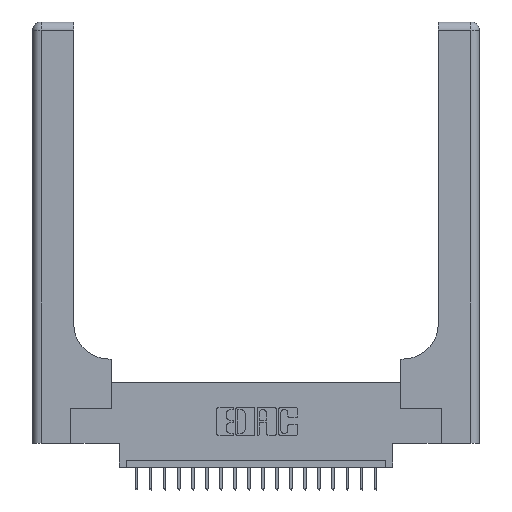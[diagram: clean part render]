
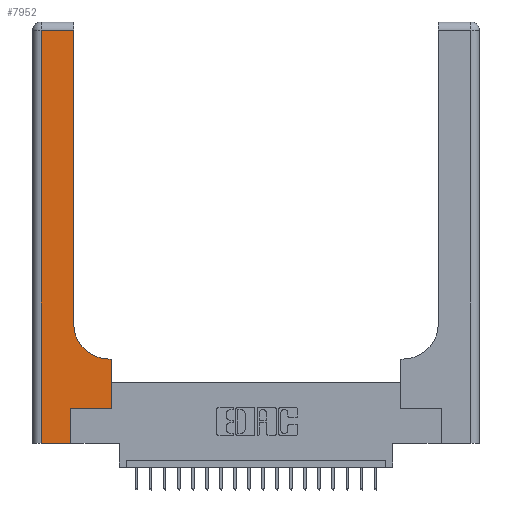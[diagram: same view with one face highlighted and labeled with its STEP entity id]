
A CAD part, top view. The second image highlights one B-rep face of the part: STEP entity #7952.
In plain terms, the highlighted planar face has unit normal (0, 0, 1).
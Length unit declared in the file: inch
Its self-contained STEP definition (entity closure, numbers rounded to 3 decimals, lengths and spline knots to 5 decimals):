
#254 = LINE ( 'NONE', #16509, #17930 ) ;
#624 = LINE ( 'NONE', #15829, #8963 ) ;
#631 = CARTESIAN_POINT ( 'NONE',  ( 0.5585, 0.25, 0.37 ) ) ;
#672 = ORIENTED_EDGE ( 'NONE', *, *, #11781, .T. ) ;
#824 = ORIENTED_EDGE ( 'NONE', *, *, #20215, .T. ) ;
#1884 = CARTESIAN_POINT ( 'NONE',  ( 0.5585, 0.25, 0.37 ) ) ;
#2008 = DIRECTION ( 'NONE',  ( -1., 0., 0. ) ) ;
#2056 = VECTOR ( 'NONE', #2188, 39.37008 ) ;
#2099 = EDGE_CURVE ( 'NONE', #5428, #2764, #624, .T. ) ;
#2188 = DIRECTION ( 'NONE',  ( 1., 0., 0. ) ) ;
#2220 = DIRECTION ( 'NONE',  ( 1., 0., 0. ) ) ;
#2764 = VERTEX_POINT ( 'NONE', #19559 ) ;
#2877 = LINE ( 'NONE', #5976, #2056 ) ;
#2922 = ORIENTED_EDGE ( 'NONE', *, *, #12867, .T. ) ;
#2929 = CARTESIAN_POINT ( 'NONE',  ( 0.5415, 0.6, 0.37 ) ) ;
#3843 = VECTOR ( 'NONE', #2008, 39.37008 ) ;
#3927 = VERTEX_POINT ( 'NONE', #14231 ) ;
#4529 = VECTOR ( 'NONE', #21734, 39.37008 ) ;
#4744 = VERTEX_POINT ( 'NONE', #16134 ) ;
#4957 = CARTESIAN_POINT ( 'NONE',  ( 0.06, 0., 0.37 ) ) ;
#4997 = VERTEX_POINT ( 'NONE', #17345 ) ;
#5031 = CARTESIAN_POINT ( 'NONE',  ( 0.06, 3., 0.37 ) ) ;
#5345 = CARTESIAN_POINT ( 'NONE',  ( 0.2915, 2.94, 0.37 ) ) ;
#5428 = VERTEX_POINT ( 'NONE', #4957 ) ;
#5976 = CARTESIAN_POINT ( 'NONE',  ( 0.269, 0.25, 0.37 ) ) ;
#6325 = ORIENTED_EDGE ( 'NONE', *, *, #2099, .T. ) ;
#6457 = EDGE_CURVE ( 'NONE', #14555, #20839, #2877, .T. ) ;
#6467 = EDGE_LOOP ( 'NONE', ( #11254, #824, #672, #6325, #7776, #17030, #2922, #9789, #10171 ) ) ;
#6701 = VECTOR ( 'NONE', #20756, 39.37008 ) ;
#6772 = VERTEX_POINT ( 'NONE', #5345 ) ;
#7621 = LINE ( 'NONE', #11090, #3843 ) ;
#7776 = ORIENTED_EDGE ( 'NONE', *, *, #11430, .T. ) ;
#7820 = VERTEX_POINT ( 'NONE', #2929 ) ;
#7952 = ADVANCED_FACE ( 'NONE', ( #11380 ), #21892, .F. ) ;
#8043 = DIRECTION ( 'NONE',  ( 0., 1., 0. ) ) ;
#8963 = VECTOR ( 'NONE', #14277, 39.37008 ) ;
#9011 = LINE ( 'NONE', #12051, #17524 ) ;
#9643 = LINE ( 'NONE', #9825, #4529 ) ;
#9708 = EDGE_CURVE ( 'NONE', #3927, #7820, #7621, .T. ) ;
#9789 = ORIENTED_EDGE ( 'NONE', *, *, #9708, .T. ) ;
#9825 = CARTESIAN_POINT ( 'NONE',  ( 0., 2.94, 0.37 ) ) ;
#9879 = CARTESIAN_POINT ( 'NONE',  ( 0.269, 0.25, 0.37 ) ) ;
#10171 = ORIENTED_EDGE ( 'NONE', *, *, #20369, .T. ) ;
#10278 = DIRECTION ( 'NONE',  ( 0., 1., 0. ) ) ;
#10740 = DIRECTION ( 'NONE',  ( 0., 0., -1. ) ) ;
#11090 = CARTESIAN_POINT ( 'NONE',  ( 0.2915, 0.6, 0.37 ) ) ;
#11254 = ORIENTED_EDGE ( 'NONE', *, *, #21945, .T. ) ;
#11380 = FACE_OUTER_BOUND ( 'NONE', #6467, .T. ) ;
#11430 = EDGE_CURVE ( 'NONE', #2764, #14555, #254, .T. ) ;
#11781 = EDGE_CURVE ( 'NONE', #4997, #5428, #21659, .T. ) ;
#12051 = CARTESIAN_POINT ( 'NONE',  ( 0.2915, 3., 0.37 ) ) ;
#12501 = DIRECTION ( 'NONE',  ( 0., 0., -1. ) ) ;
#12578 = CARTESIAN_POINT ( 'NONE',  ( 0.5415, 0.85, 0.37 ) ) ;
#12867 = EDGE_CURVE ( 'NONE', #20839, #3927, #19220, .T. ) ;
#13080 = CIRCLE ( 'NONE', #16677, 0.25 ) ;
#13391 = CARTESIAN_POINT ( 'NONE',  ( 0., 3., 0.37 ) ) ;
#14231 = CARTESIAN_POINT ( 'NONE',  ( 0.5585, 0.6, 0.37 ) ) ;
#14277 = DIRECTION ( 'NONE',  ( 1., 0., 0. ) ) ;
#14555 = VERTEX_POINT ( 'NONE', #9879 ) ;
#14677 = VECTOR ( 'NONE', #15657, 39.37008 ) ;
#15071 = AXIS2_PLACEMENT_3D ( 'NONE', #13391, #10740, #15890 ) ;
#15657 = DIRECTION ( 'NONE',  ( 0., 1., 0. ) ) ;
#15829 = CARTESIAN_POINT ( 'NONE',  ( 0., 0., 0.37 ) ) ;
#15890 = DIRECTION ( 'NONE',  ( -1., 0., 0. ) ) ;
#16134 = CARTESIAN_POINT ( 'NONE',  ( 0.2915, 0.85, 0.37 ) ) ;
#16509 = CARTESIAN_POINT ( 'NONE',  ( 0.269, 0., 0.37 ) ) ;
#16677 = AXIS2_PLACEMENT_3D ( 'NONE', #12578, #12501, #2220 ) ;
#17030 = ORIENTED_EDGE ( 'NONE', *, *, #6457, .T. ) ;
#17345 = CARTESIAN_POINT ( 'NONE',  ( 0.06, 2.94, 0.37 ) ) ;
#17524 = VECTOR ( 'NONE', #10278, 39.37008 ) ;
#17930 = VECTOR ( 'NONE', #8043, 39.37008 ) ;
#19220 = LINE ( 'NONE', #1884, #14677 ) ;
#19559 = CARTESIAN_POINT ( 'NONE',  ( 0.269, 0., 0.37 ) ) ;
#20215 = EDGE_CURVE ( 'NONE', #6772, #4997, #9643, .T. ) ;
#20369 = EDGE_CURVE ( 'NONE', #7820, #4744, #13080, .T. ) ;
#20756 = DIRECTION ( 'NONE',  ( 0., -1., 0. ) ) ;
#20839 = VERTEX_POINT ( 'NONE', #631 ) ;
#21659 = LINE ( 'NONE', #5031, #6701 ) ;
#21734 = DIRECTION ( 'NONE',  ( -1., 0., 0. ) ) ;
#21892 = PLANE ( 'NONE',  #15071 ) ;
#21945 = EDGE_CURVE ( 'NONE', #4744, #6772, #9011, .T. ) ;
